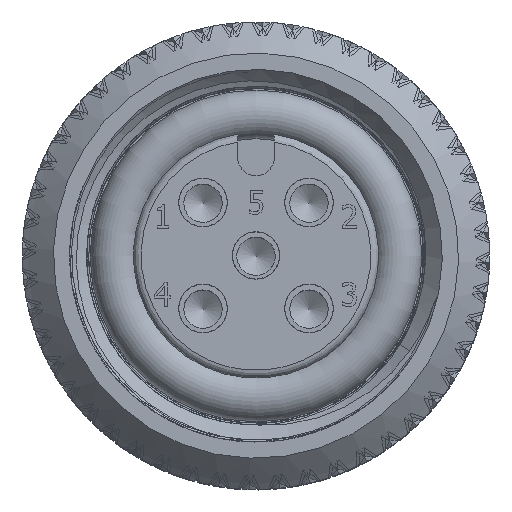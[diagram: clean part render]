
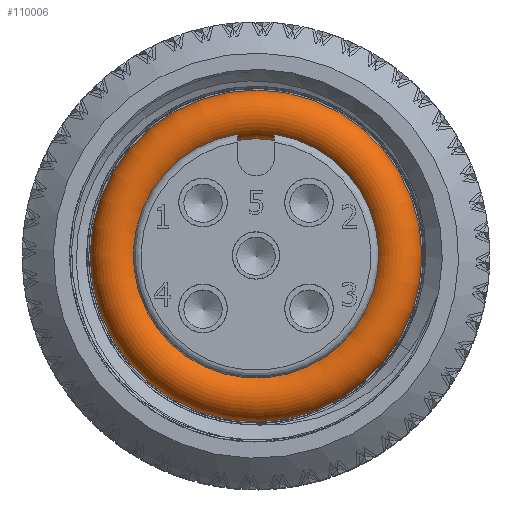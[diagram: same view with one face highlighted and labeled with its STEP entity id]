
A CAD part, top view. The second image highlights one B-rep face of the part: STEP entity #110006.
In plain terms, the highlighted toroidal (fillet/blend) face has major radius 4.616 mm and minor radius 0.794 mm.
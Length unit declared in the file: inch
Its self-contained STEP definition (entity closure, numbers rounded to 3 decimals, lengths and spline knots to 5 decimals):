
#2185=TOROIDAL_SURFACE('',#114472,0.18175,0.03125);
#9749=FACE_OUTER_BOUND('',#16052,.T.);
#16052=EDGE_LOOP('',(#79879,#79880,#79881,#79882));
#18878=CIRCLE('',#114473,0.03125);
#18879=CIRCLE('',#114474,0.1505);
#40777=VERTEX_POINT('',#259469);
#54337=EDGE_CURVE('',#40777,#40777,#18878,.T.);
#54338=EDGE_CURVE('',#40777,#40777,#18879,.T.);
#79879=ORIENTED_EDGE('',*,*,#54337,.F.);
#79880=ORIENTED_EDGE('',*,*,#54338,.T.);
#79881=ORIENTED_EDGE('',*,*,#54337,.T.);
#79882=ORIENTED_EDGE('',*,*,#54338,.F.);
#110006=ADVANCED_FACE('',(#9749),#2185,.T.);
#114472=AXIS2_PLACEMENT_3D('',#259468,#122572,#122573);
#114473=AXIS2_PLACEMENT_3D('',#259470,#122574,#122575);
#114474=AXIS2_PLACEMENT_3D('',#259471,#122576,#122577);
#122572=DIRECTION('center_axis',(1.,0.,0.));
#122573=DIRECTION('ref_axis',(0.,0.,-1.));
#122574=DIRECTION('center_axis',(0.,-1.,0.));
#122575=DIRECTION('ref_axis',(0.,0.,1.));
#122576=DIRECTION('center_axis',(-1.,0.,0.));
#122577=DIRECTION('ref_axis',(0.,0.,-1.));
#259468=CARTESIAN_POINT('Origin',(0.,0.,0.));
#259469=CARTESIAN_POINT('',(0.,0.,
0.1505));
#259470=CARTESIAN_POINT('Origin',(0.,0.,0.18175));
#259471=CARTESIAN_POINT('Origin',(0.,0.,0.));
